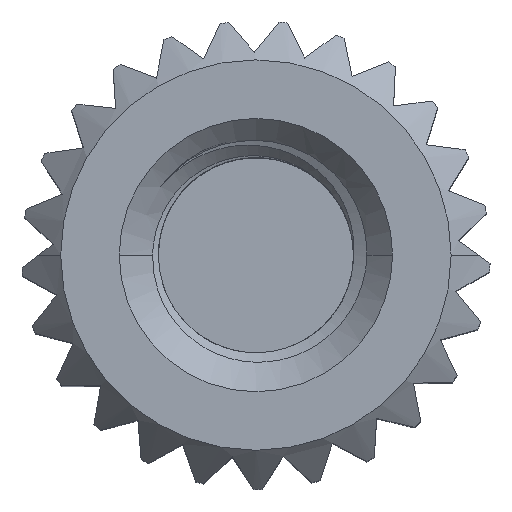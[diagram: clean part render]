
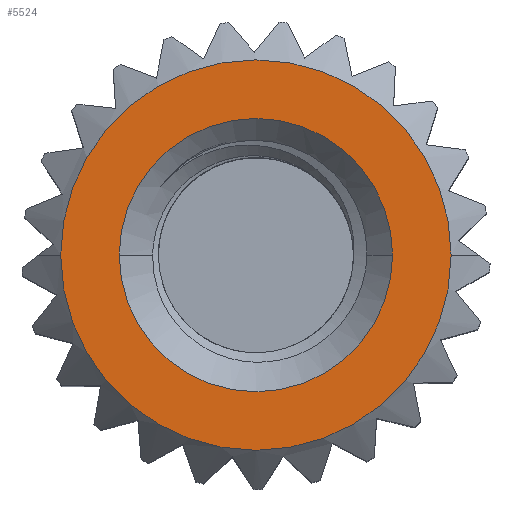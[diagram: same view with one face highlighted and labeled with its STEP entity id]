
A CAD part, top view. The second image highlights one B-rep face of the part: STEP entity #5524.
In plain terms, the highlighted planar face has unit normal (0, 0, 1).
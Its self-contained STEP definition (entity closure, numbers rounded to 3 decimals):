
#68 = CARTESIAN_POINT ( 'NONE',  ( -8.1, 0., 5.7 ) ) ;
#183 = DIRECTION ( 'NONE',  ( 1., 0., 0. ) ) ;
#623 = DIRECTION ( 'NONE',  ( -1., 0., 0. ) ) ;
#704 = CARTESIAN_POINT ( 'NONE',  ( -7.35, 0., 5.7 ) ) ;
#710 = DIRECTION ( 'NONE',  ( 0., 0., -1. ) ) ;
#811 = EDGE_CURVE ( 'NONE', #7051, #995, #5164, .T. ) ;
#986 = EDGE_CURVE ( 'NONE', #995, #7051, #7477, .T. ) ;
#995 = VERTEX_POINT ( 'NONE', #7631 ) ;
#2238 = VERTEX_POINT ( 'NONE', #5092 ) ;
#2310 = CARTESIAN_POINT ( 'NONE',  ( -9.85, 0., 5.7 ) ) ;
#2504 = DIRECTION ( 'NONE',  ( 0., 0., -1. ) ) ;
#2662 = ORIENTED_EDGE ( 'NONE', *, *, #811, .F. ) ;
#2763 = VERTEX_POINT ( 'NONE', #68 ) ;
#2798 = DIRECTION ( 'NONE',  ( 1., 0., 0. ) ) ;
#3302 = AXIS2_PLACEMENT_3D ( 'NONE', #2310, #7479, #183 ) ;
#3572 = EDGE_LOOP ( 'NONE', ( #8503, #6172 ) ) ;
#3870 = DIRECTION ( 'NONE',  ( 0., 0., -1. ) ) ;
#3897 = CIRCLE ( 'NONE', #5132, 1.75 ) ;
#3948 = ORIENTED_EDGE ( 'NONE', *, *, #986, .F. ) ;
#4284 = DIRECTION ( 'NONE',  ( 0., 0., 1. ) ) ;
#4492 = DIRECTION ( 'NONE',  ( 1., 0., 0. ) ) ;
#5092 = CARTESIAN_POINT ( 'NONE',  ( -11.6, 0., 5.7 ) ) ;
#5132 = AXIS2_PLACEMENT_3D ( 'NONE', #5179, #3870, #4492 ) ;
#5164 = CIRCLE ( 'NONE', #6410, 2.5 ) ;
#5179 = CARTESIAN_POINT ( 'NONE',  ( -9.85, 0., 5.7 ) ) ;
#5524 = ADVANCED_FACE ( 'NONE', ( #6648, #8012 ), #5696, .T. ) ;
#5565 = CARTESIAN_POINT ( 'NONE',  ( -9.85, 0., 5.7 ) ) ;
#5696 = PLANE ( 'NONE',  #7932 ) ;
#5789 = AXIS2_PLACEMENT_3D ( 'NONE', #5565, #2504, #9187 ) ;
#6172 = ORIENTED_EDGE ( 'NONE', *, *, #6181, .T. ) ;
#6181 = EDGE_CURVE ( 'NONE', #2238, #2763, #3897, .T. ) ;
#6410 = AXIS2_PLACEMENT_3D ( 'NONE', #7283, #710, #623 ) ;
#6606 = CARTESIAN_POINT ( 'NONE',  ( -9.85, 0., 5.7 ) ) ;
#6648 = FACE_BOUND ( 'NONE', #3572, .T. ) ;
#7051 = VERTEX_POINT ( 'NONE', #704 ) ;
#7283 = CARTESIAN_POINT ( 'NONE',  ( -9.85, 0., 5.7 ) ) ;
#7477 = CIRCLE ( 'NONE', #5789, 2.5 ) ;
#7479 = DIRECTION ( 'NONE',  ( 0., 0., -1. ) ) ;
#7631 = CARTESIAN_POINT ( 'NONE',  ( -12.35, 0., 5.7 ) ) ;
#7932 = AXIS2_PLACEMENT_3D ( 'NONE', #6606, #4284, #2798 ) ;
#8012 = FACE_OUTER_BOUND ( 'NONE', #8761, .T. ) ;
#8503 = ORIENTED_EDGE ( 'NONE', *, *, #8787, .T. ) ;
#8761 = EDGE_LOOP ( 'NONE', ( #3948, #2662 ) ) ;
#8787 = EDGE_CURVE ( 'NONE', #2763, #2238, #9181, .T. ) ;
#9181 = CIRCLE ( 'NONE', #3302, 1.75 ) ;
#9187 = DIRECTION ( 'NONE',  ( -1., 0., 0. ) ) ;
